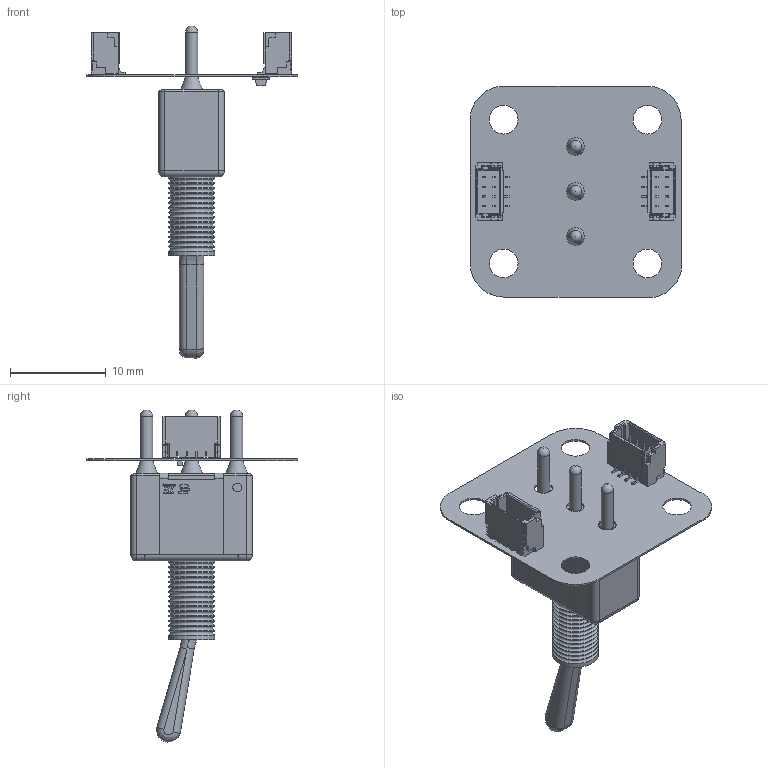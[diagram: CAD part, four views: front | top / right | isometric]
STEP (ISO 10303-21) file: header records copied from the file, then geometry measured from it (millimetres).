
FILE_DESCRIPTION(('Open CASCADE Model'),'2;1');
FILE_NAME('Open CASCADE Shape Model','2025-05-20T06:54:51',('Author'),( 'Open CASCADE'),'Open CASCADE STEP processor 7.5','Open CASCADE 7.5' ,'Unknown');
FILE_SCHEMA(('AUTOMOTIVE_DESIGN { 1 0 10303 214 1 1 1 1 }'));
Length unit declared in the file: millimetre
Products named in the file (32): PCB; Board; Open CASCADE STEP translator 7.5 3.1.1; U; DUELink-U-Connector-BM04B-SRSS-TB; SW1; Switch_TE_Connectivity_A107SYCB04_eec; 1; 2; 3; 4; 5; 6; 7; TE connectivity Logo 1 (3); notch; R1; 4365189712; Extruded; 4365189472; PWR; 0603 LED Red; Pad; Pad005; Pad001; Pad004; Pad003; Lens; D; DUELink-Connector-BM04B-SRSS-TB
Assembly tree (32 placements, depth 5):
  PCB
    Board
      Open CASCADE STEP translator 7.5 3.1.1
    U
      DUELink-U-Connector-BM04B-SRSS-TB
    SW1
      Switch_TE_Connectivity_A107SYCB04_eec
        1
          1
          2
          3
          4
          5
          6
          7
          TE connectivity Logo 1 (3)
          notch
    R1
      4365189712  x2
        Extruded
      4365189472
        Extruded
    PWR
      0603 LED Red
        Pad
        Pad005
        Pad001
        Pad004
        Pad003
        Lens
    D
      DUELink-Connector-BM04B-SRSS-TB
Bounding box: 22.09 x 22.09 x 34.64 mm (x, y, z)
Volume: 1147.8 mm3; surface area: 2703.5 mm2
Topology: 71 solids, 71 shells, 1059 faces, 4021 edges, 4540 vertices
Faces by surface type: plane 828, cylinder 119, bspline 79, torus 19, cone 7, sphere 7
Full cylindrical faces by diameter (mm): 0.91 x1, 1.27 x3, 1.854 x3, 3 x4, 3.44 x1, 4.826 x16
Entity records: 46166 total; most frequent: CARTESIAN_POINT 11095, DIRECTION 6148, ORIENTED_EDGE 5156, LINE 3468, VECTOR 3468, EDGE_CURVE 2578, VERTEX_POINT 1676, GEOMETRIC_CURVE_SET 1428
